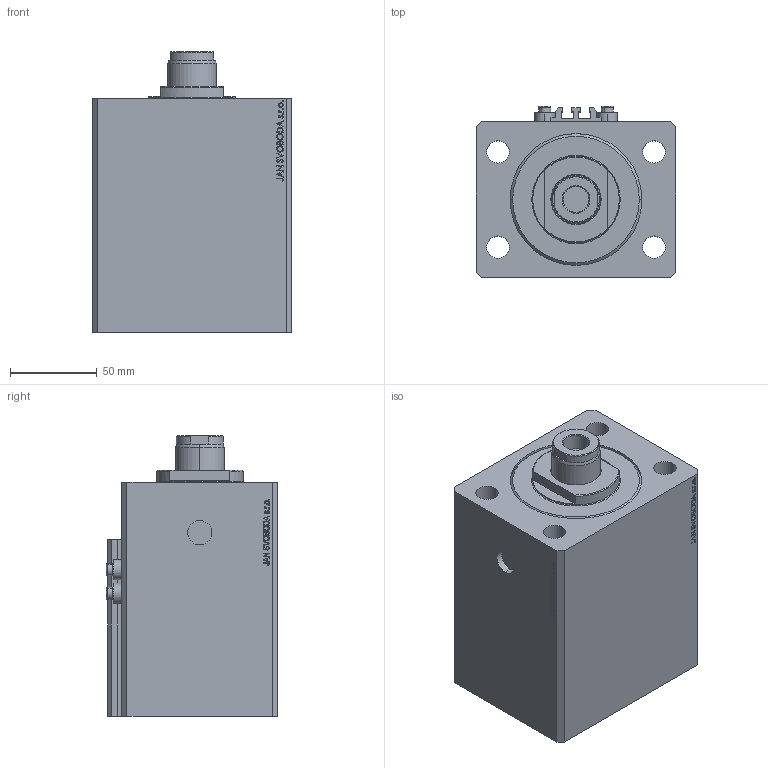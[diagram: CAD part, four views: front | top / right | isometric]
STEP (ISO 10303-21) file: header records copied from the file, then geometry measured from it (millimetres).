
FILE_DESCRIPTION (( 'STEP AP203' ), '1' );
FILE_NAME ('a09e.STEP', '2020-10-08T23:53:46', ( '' ), ( '' ), 'SwSTEP 2.0', 'SolidWorks 2019', '' );
FILE_SCHEMA (( 'CONFIG_CONTROL_DESIGN' ));
Length unit declared in the file: millimetre
Products named in the file (5): V250CE_C 1120eb5ccfa959dcee7ff80c01f8240b; V250CE_C_vnitrni cast pro vysunuti 1120eb5ccfa959dcee7ff80c01f8240b; ALLEN BOLT V250CE 1120eb5ccfa959dcee7ff80c01f8240b; V250CE_C_VCP 1120eb5ccfa959dcee7ff80c01f8240b; a09e
Assembly tree (7 placements, depth 2):
  a09e
    V250CE_C 1120eb5ccfa959dcee7ff80c01f8240b
    V250CE_C_vnitrni cast pro vysunuti 1120eb5ccfa959dcee7ff80c01f8240b
    ALLEN BOLT V250CE 1120eb5ccfa959dcee7ff80c01f8240b  x4
    V250CE_C_VCP 1120eb5ccfa959dcee7ff80c01f8240b
Bounding box: 115 x 99 x 162 mm (x, y, z)
Volume: 1232227.2 mm3; surface area: 173421.5 mm2
Topology: 8 solids, 8 shells, 1027 faces, 2579 edges, 1690 vertices
Faces by surface type: plane 501, bspline 374, cylinder 84, cone 58, torus 10
Entity records: 46927 total; most frequent: CARTESIAN_POINT 25727, ORIENTED_EDGE 4852, DIRECTION 3004, EDGE_CURVE 2426, VERTEX_POINT 1606, LINE 1478, VECTOR 1478, EDGE_LOOP 1076
